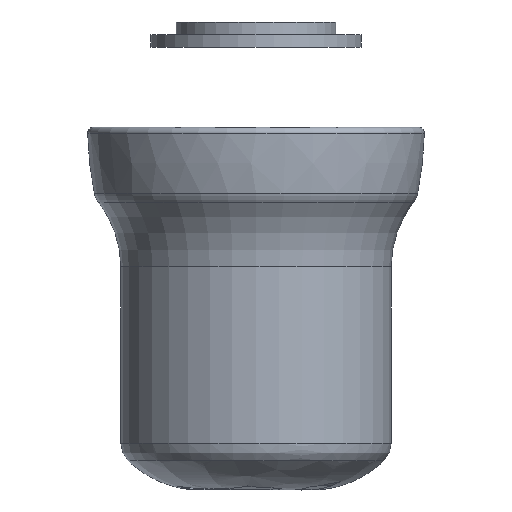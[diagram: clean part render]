
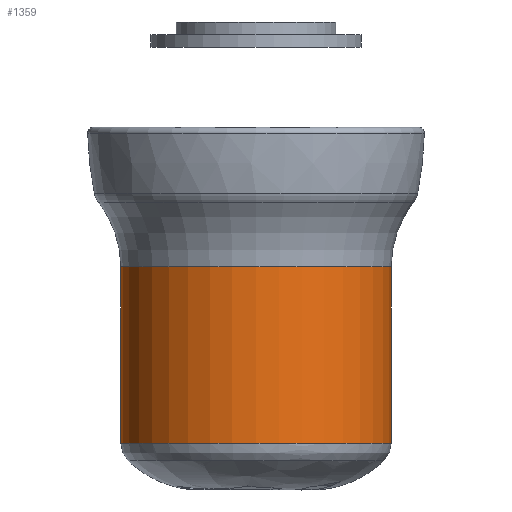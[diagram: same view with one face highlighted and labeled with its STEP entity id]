
A CAD part, left-side view. The second image highlights one B-rep face of the part: STEP entity #1359.
In plain terms, the highlighted cylindrical face has radius 6.427 mm (diameter 12.854 mm), a full revolution.
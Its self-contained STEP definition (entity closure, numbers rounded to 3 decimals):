
#176=FACE_OUTER_BOUND('',#257,.T.);
#257=EDGE_LOOP('',(#1227,#1228,#1229,#1230,#1231,#1232));
#402=LINE('',#3704,#498);
#498=VECTOR('',#1865,6.427);
#543=CIRCLE('',#1516,6.427);
#544=CIRCLE('',#1517,6.427);
#545=CIRCLE('',#1519,6.427);
#546=CIRCLE('',#1520,6.427);
#672=VERTEX_POINT('',#3680);
#673=VERTEX_POINT('',#3697);
#674=VERTEX_POINT('',#3701);
#675=VERTEX_POINT('',#3702);
#859=EDGE_CURVE('',#673,#672,#543,.T.);
#860=EDGE_CURVE('',#672,#673,#544,.T.);
#861=EDGE_CURVE('',#674,#675,#545,.T.);
#862=EDGE_CURVE('',#674,#673,#402,.T.);
#863=EDGE_CURVE('',#675,#674,#546,.T.);
#1227=ORIENTED_EDGE('',*,*,#861,.F.);
#1228=ORIENTED_EDGE('',*,*,#862,.T.);
#1229=ORIENTED_EDGE('',*,*,#859,.T.);
#1230=ORIENTED_EDGE('',*,*,#860,.T.);
#1231=ORIENTED_EDGE('',*,*,#862,.F.);
#1232=ORIENTED_EDGE('',*,*,#863,.F.);
#1289=CYLINDRICAL_SURFACE('',#1518,6.427);
#1359=ADVANCED_FACE('',(#176),#1289,.T.);
#1516=AXIS2_PLACEMENT_3D('',#3698,#1857,#1858);
#1517=AXIS2_PLACEMENT_3D('',#3699,#1859,#1860);
#1518=AXIS2_PLACEMENT_3D('',#3700,#1861,#1862);
#1519=AXIS2_PLACEMENT_3D('',#3703,#1863,#1864);
#1520=AXIS2_PLACEMENT_3D('',#3705,#1866,#1867);
#1857=DIRECTION('center_axis',(0.,0.,-1.));
#1858=DIRECTION('ref_axis',(1.,0.,0.));
#1859=DIRECTION('center_axis',(0.,0.,-1.));
#1860=DIRECTION('ref_axis',(1.,0.,0.));
#1861=DIRECTION('center_axis',(0.,0.,-1.));
#1862=DIRECTION('ref_axis',(0.,1.,0.));
#1863=DIRECTION('center_axis',(0.,0.,-1.));
#1864=DIRECTION('ref_axis',(1.,0.,0.));
#1865=DIRECTION('',(0.,0.,1.));
#1866=DIRECTION('center_axis',(0.,0.,-1.));
#1867=DIRECTION('ref_axis',(1.,0.,0.));
#3680=CARTESIAN_POINT('',(0.,6.427,14.617));
#3697=CARTESIAN_POINT('',(0.,-6.427,14.617));
#3698=CARTESIAN_POINT('Origin',(0.,0.,14.617));
#3699=CARTESIAN_POINT('Origin',(0.,0.,14.617));
#3700=CARTESIAN_POINT('Origin',(0.,0.,10.43));
#3701=CARTESIAN_POINT('',(0.,-6.427,6.243));
#3702=CARTESIAN_POINT('',(6.427,0.,6.243));
#3703=CARTESIAN_POINT('Origin',(0.,0.,6.243));
#3704=CARTESIAN_POINT('',(0.,-6.427,10.43));
#3705=CARTESIAN_POINT('Origin',(0.,0.,6.243));
